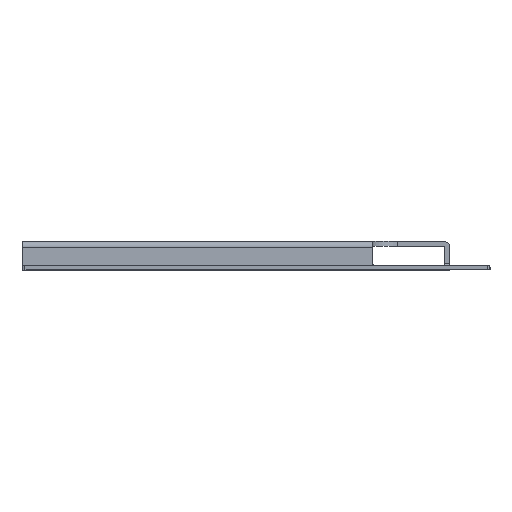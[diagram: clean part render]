
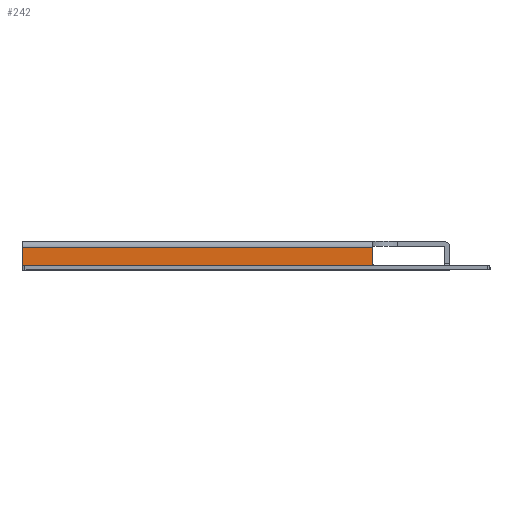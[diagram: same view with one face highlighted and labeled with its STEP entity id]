
A CAD part, left-side view. The second image highlights one B-rep face of the part: STEP entity #242.
In plain terms, the highlighted planar face has unit normal (-1, 0, 0).
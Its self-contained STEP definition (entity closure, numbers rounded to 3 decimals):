
#2 = AXIS2_PLACEMENT_3D ( 'NONE', #1361, #1377, #1378 ) ;
#6 = VECTOR ( 'NONE', #1373, 1000. ) ;
#8 = VECTOR ( 'NONE', #1376, 1000. ) ;
#10 = VECTOR ( 'NONE', #1385, 1000. ) ;
#56 = CARTESIAN_POINT ( 'NONE',  ( -81.5, 233.5, 2.5 ) ) ;
#57 = CARTESIAN_POINT ( 'NONE',  ( -81.5, 58.5, 11.5 ) ) ;
#58 = CARTESIAN_POINT ( 'NONE',  ( -81.5, 58.5, 3.5 ) ) ;
#59 = CARTESIAN_POINT ( 'NONE',  ( -81.5, 233.5, 11.5 ) ) ;
#242 = ADVANCED_FACE ( 'NONE', ( #2202 ), #2168, .F. ) ;
#1064 = EDGE_CURVE ( 'NONE', #1482, #1484, #1323, .T. ) ;
#1106 = EDGE_CURVE ( 'NONE', #1482, #1483, #1371, .T. ) ;
#1108 = EDGE_CURVE ( 'NONE', #1484, #1481, #1374, .T. ) ;
#1110 = EDGE_CURVE ( 'NONE', #1478, #1483, #1144, .T. ) ;
#1112 = EDGE_CURVE ( 'NONE', #1481, #1478, #1383, .T. ) ;
#1144 = CIRCLE ( 'NONE', #2, 1. ) ;
#1174 = AXIS2_PLACEMENT_3D ( 'NONE', #2169, #2170, #2171 ) ;
#1323 = LINE ( 'NONE', #1324, #2358 ) ;
#1324 = CARTESIAN_POINT ( 'NONE',  ( -81.5, 233.5, 11.5 ) ) ;
#1325 = DIRECTION ( 'NONE',  ( 0., 1., 0. ) ) ;
#1361 = CARTESIAN_POINT ( 'NONE',  ( -81.5, 57.5, 3.5 ) ) ;
#1371 = LINE ( 'NONE', #1372, #6 ) ;
#1372 = CARTESIAN_POINT ( 'NONE',  ( -81.5, 58.5, 14.5 ) ) ;
#1373 = DIRECTION ( 'NONE',  ( 0., 0., -1. ) ) ;
#1374 = LINE ( 'NONE', #1375, #8 ) ;
#1375 = CARTESIAN_POINT ( 'NONE',  ( -81.5, 233.5, 14.5 ) ) ;
#1376 = DIRECTION ( 'NONE',  ( 0., 0., -1. ) ) ;
#1377 = DIRECTION ( 'NONE',  ( 1., 0., 0. ) ) ;
#1378 = DIRECTION ( 'NONE',  ( 0., 0., -1. ) ) ;
#1383 = LINE ( 'NONE', #1384, #10 ) ;
#1384 = CARTESIAN_POINT ( 'NONE',  ( -81.5, 233.5, 2.5 ) ) ;
#1385 = DIRECTION ( 'NONE',  ( 0., -1., 0. ) ) ;
#1465 = CARTESIAN_POINT ( 'NONE',  ( -81.5, 57.5, 2.5 ) ) ;
#1478 = VERTEX_POINT ( 'NONE', #1465 ) ;
#1481 = VERTEX_POINT ( 'NONE', #56 ) ;
#1482 = VERTEX_POINT ( 'NONE', #57 ) ;
#1483 = VERTEX_POINT ( 'NONE', #58 ) ;
#1484 = VERTEX_POINT ( 'NONE', #59 ) ;
#2077 = EDGE_LOOP ( 'NONE', ( #2100, #2094, #2119, #2095, #2105 ) ) ;
#2094 = ORIENTED_EDGE ( 'NONE', *, *, #1064, .T. ) ;
#2095 = ORIENTED_EDGE ( 'NONE', *, *, #1112, .T. ) ;
#2100 = ORIENTED_EDGE ( 'NONE', *, *, #1106, .F. ) ;
#2105 = ORIENTED_EDGE ( 'NONE', *, *, #1110, .T. ) ;
#2119 = ORIENTED_EDGE ( 'NONE', *, *, #1108, .T. ) ;
#2168 = PLANE ( 'NONE',  #1174 ) ;
#2169 = CARTESIAN_POINT ( 'NONE',  ( -81.5, 233.5, 14.5 ) ) ;
#2170 = DIRECTION ( 'NONE',  ( 1., 0., 0. ) ) ;
#2171 = DIRECTION ( 'NONE',  ( 0., 0., -1. ) ) ;
#2202 = FACE_OUTER_BOUND ( 'NONE', #2077, .T. ) ;
#2358 = VECTOR ( 'NONE', #1325, 1000. ) ;
